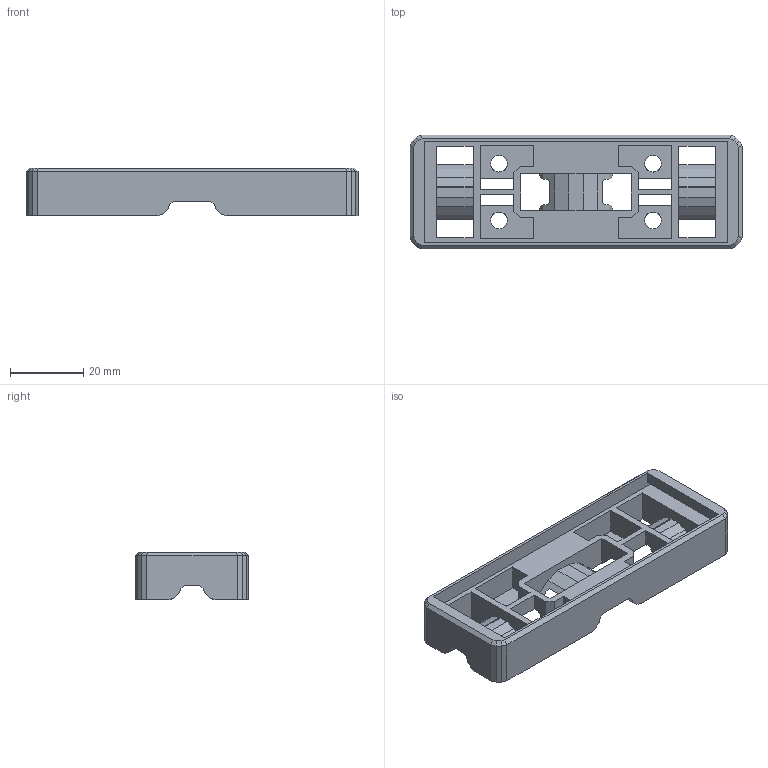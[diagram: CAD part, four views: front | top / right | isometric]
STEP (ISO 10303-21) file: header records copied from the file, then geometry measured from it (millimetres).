
FILE_DESCRIPTION(('CATIA V5R19 STEP'),'2;1');
FILE_NAME ('D1454356_0', '2015-03-12T09:03:21+00:00', ('Weidmueller Interface'), ('Weidmueller'), 'CATIA Version 5 Release 20 SP 5 (IN-10)', 'CATIA V5 STEP AP214', 'none');
FILE_SCHEMA(('AUTOMOTIVE_DESIGN { 1 0 10303 214 1 1 1 1 }'));
Length unit declared in the file: millimetre
Products named in the file (1): LOGIMARKHALTER 1/2
Bounding box: 90.4 x 31 x 13 mm (x, y, z)
Volume: 13979.5 mm3; surface area: 11698.3 mm2
Topology: 1 solids, 1 shells, 186 faces, 556 edges, 360 vertices
Faces by surface type: plane 162, cone 16, cylinder 8
Entity records: 5901 total; most frequent: CARTESIAN_POINT 1161, ORIENTED_EDGE 1112, DIRECTION 768, EDGE_CURVE 556, VECTOR 480, LINE 480, VERTEX_POINT 360, EDGE_LOOP 202
